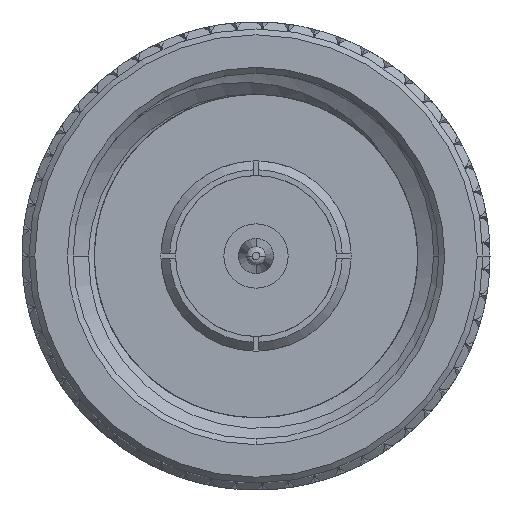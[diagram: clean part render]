
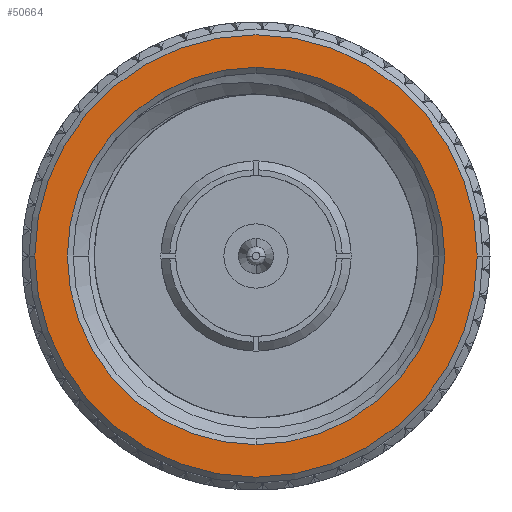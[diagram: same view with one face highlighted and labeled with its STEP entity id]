
A CAD part, left-side view. The second image highlights one B-rep face of the part: STEP entity #50664.
In plain terms, the highlighted planar face has unit normal (-1, 0, 0).
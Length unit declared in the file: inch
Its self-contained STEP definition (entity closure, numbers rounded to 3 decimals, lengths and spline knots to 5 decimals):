
#3105 = DIRECTION ( 'NONE',  ( 0., -1., 0. ) ) ;
#5118 = FACE_BOUND ( 'NONE', #55592, .T. ) ;
#5596 = VERTEX_POINT ( 'NONE', #30654 ) ;
#7039 = EDGE_CURVE ( 'NONE', #5596, #31216, #89550, .T. ) ;
#7302 = EDGE_CURVE ( 'NONE', #65517, #52370, #88381, .T. ) ;
#9821 = DIRECTION ( 'NONE',  ( -1., 0., 0. ) ) ;
#11501 = ORIENTED_EDGE ( 'NONE', *, *, #7039, .T. ) ;
#17475 = CARTESIAN_POINT ( 'NONE',  ( 0., 0.38809, 0. ) ) ;
#17826 = AXIS2_PLACEMENT_3D ( 'NONE', #57472, #57780, #64767 ) ;
#20428 = CIRCLE ( 'NONE', #55755, 0.3225 ) ;
#20507 = EDGE_LOOP ( 'NONE', ( #38093, #45930 ) ) ;
#29988 = AXIS2_PLACEMENT_3D ( 'NONE', #40219, #40828, #69183 ) ;
#30654 = CARTESIAN_POINT ( 'NONE',  ( 0., 0., 0.3225 ) ) ;
#30717 = AXIS2_PLACEMENT_3D ( 'NONE', #66076, #59354, #31875 ) ;
#31216 = VERTEX_POINT ( 'NONE', #67443 ) ;
#31875 = DIRECTION ( 'NONE',  ( 0., 0., 1. ) ) ;
#34592 = EDGE_CURVE ( 'NONE', #31216, #5596, #20428, .T. ) ;
#35074 = EDGE_CURVE ( 'NONE', #52370, #65517, #49941, .T. ) ;
#38093 = ORIENTED_EDGE ( 'NONE', *, *, #35074, .T. ) ;
#40219 = CARTESIAN_POINT ( 'NONE',  ( 0., 0., 0. ) ) ;
#40828 = DIRECTION ( 'NONE',  ( -1., 0., 0. ) ) ;
#42729 = DIRECTION ( 'NONE',  ( 0., 0., 1. ) ) ;
#45930 = ORIENTED_EDGE ( 'NONE', *, *, #7302, .T. ) ;
#49941 = CIRCLE ( 'NONE', #29988, 0.37809 ) ;
#50664 = ADVANCED_FACE ( 'NONE', ( #89379, #5118 ), #80444, .T. ) ;
#52370 = VERTEX_POINT ( 'NONE', #57751 ) ;
#55592 = EDGE_LOOP ( 'NONE', ( #11501, #69504 ) ) ;
#55755 = AXIS2_PLACEMENT_3D ( 'NONE', #84639, #83346, #42729 ) ;
#57472 = CARTESIAN_POINT ( 'NONE',  ( 0., 0., 0. ) ) ;
#57751 = CARTESIAN_POINT ( 'NONE',  ( 0., 0.37809, 0. ) ) ;
#57780 = DIRECTION ( 'NONE',  ( -1., 0., 0. ) ) ;
#59354 = DIRECTION ( 'NONE',  ( 1., 0., 0. ) ) ;
#64701 = AXIS2_PLACEMENT_3D ( 'NONE', #17475, #9821, #3105 ) ;
#64767 = DIRECTION ( 'NONE',  ( 0., 1., 0. ) ) ;
#65517 = VERTEX_POINT ( 'NONE', #89966 ) ;
#66076 = CARTESIAN_POINT ( 'NONE',  ( 0., 0., 0. ) ) ;
#67443 = CARTESIAN_POINT ( 'NONE',  ( 0., 0., -0.3225 ) ) ;
#69183 = DIRECTION ( 'NONE',  ( 0., 1., 0. ) ) ;
#69504 = ORIENTED_EDGE ( 'NONE', *, *, #34592, .T. ) ;
#80444 = PLANE ( 'NONE',  #64701 ) ;
#83346 = DIRECTION ( 'NONE',  ( 1., 0., 0. ) ) ;
#84639 = CARTESIAN_POINT ( 'NONE',  ( 0., 0., 0. ) ) ;
#88381 = CIRCLE ( 'NONE', #17826, 0.37809 ) ;
#89379 = FACE_OUTER_BOUND ( 'NONE', #20507, .T. ) ;
#89550 = CIRCLE ( 'NONE', #30717, 0.3225 ) ;
#89966 = CARTESIAN_POINT ( 'NONE',  ( 0., -0.37809, 0. ) ) ;
